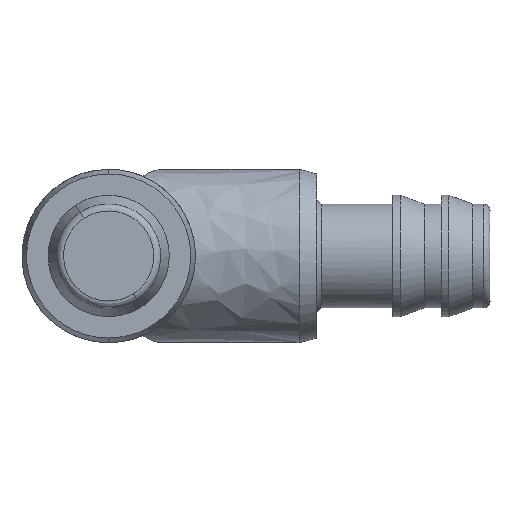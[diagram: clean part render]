
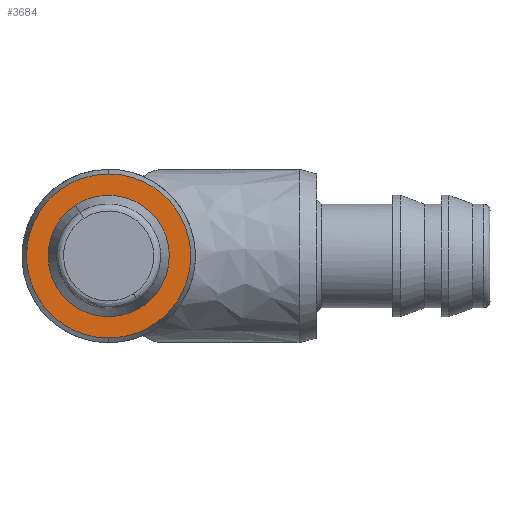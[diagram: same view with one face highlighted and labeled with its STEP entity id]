
A CAD part, front view. The second image highlights one B-rep face of the part: STEP entity #3684.
In plain terms, the highlighted free-form (B-spline) face has degree [1, 1] with [2, 2] control points.
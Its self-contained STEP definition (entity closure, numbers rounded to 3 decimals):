
#49 = CARTESIAN_POINT ( 'NONE',  ( 3.786, 0., 2.907 ) ) ;
#59 = CARTESIAN_POINT ( 'NONE',  ( -2.186, 0., -2.443 ) ) ;
#87 = CARTESIAN_POINT ( 'NONE',  ( 2.385, 0., 4.134 ) ) ;
#179 = CARTESIAN_POINT ( 'NONE',  ( 0., 0., -4.732 ) ) ;
#318 = EDGE_CURVE ( 'NONE', #3698, #1668, #2198, .T. ) ;
#343 = CARTESIAN_POINT ( 'NONE',  ( -3.093, 0., 1.085 ) ) ;
#385 = CARTESIAN_POINT ( 'NONE',  ( 4.732, 0., 0.621 ) ) ;
#392 = CARTESIAN_POINT ( 'NONE',  ( -2.443, 0., 2.186 ) ) ;
#399 = VERTEX_POINT ( 'NONE', #2889 ) ;
#519 = CARTESIAN_POINT ( 'NONE',  ( 1.42, 0., -2.954 ) ) ;
#591 = VERTEX_POINT ( 'NONE', #2492 ) ;
#636 = CARTESIAN_POINT ( 'NONE',  ( 2.907, 0., -3.786 ) ) ;
#646 = CARTESIAN_POINT ( 'NONE',  ( 3.786, 0., -2.907 ) ) ;
#669 = CARTESIAN_POINT ( 'NONE',  ( 1.02, 0., -3.115 ) ) ;
#691 = CARTESIAN_POINT ( 'NONE',  ( 2.385, 0., -4.134 ) ) ;
#750 = CARTESIAN_POINT ( 'NONE',  ( 0., 0., -4.732 ) ) ;
#757 = CARTESIAN_POINT ( 'NONE',  ( -1.42, 0., 2.954 ) ) ;
#779 = CARTESIAN_POINT ( 'NONE',  ( -2.385, 0., -4.134 ) ) ;
#914 = CARTESIAN_POINT ( 'NONE',  ( 4.732, 0., -0.621 ) ) ;
#925 = CARTESIAN_POINT ( 'NONE',  ( -2.487, 0., -2.135 ) ) ;
#958 = CARTESIAN_POINT ( 'NONE',  ( -2.135, 0., 2.487 ) ) ;
#1020 = CARTESIAN_POINT ( 'NONE',  ( 2.924, 0., -1.481 ) ) ;
#1031 = CARTESIAN_POINT ( 'NONE',  ( -4.61, 0., 1.237 ) ) ;
#1035 = CARTESIAN_POINT ( 'NONE',  ( 3.273, 0., 0.182 ) ) ;
#1048 = CARTESIAN_POINT ( 'NONE',  ( 2.443, 0., -2.186 ) ) ;
#1209 = CARTESIAN_POINT ( 'NONE',  ( 0.182, 0., -3.273 ) ) ;
#1212 = CARTESIAN_POINT ( 'NONE',  ( 2.907, 0., 3.786 ) ) ;
#1230 = EDGE_CURVE ( 'NONE', #591, #399, #1707, .T. ) ;
#1247 = CARTESIAN_POINT ( 'NONE',  ( 0., 0., 4.732 ) ) ;
#1249 = ORIENTED_EDGE ( 'NONE', *, *, #2927, .T. ) ;
#1283 = FACE_BOUND ( 'NONE', #3783, .T. ) ;
#1293 = CARTESIAN_POINT ( 'NONE',  ( 0.249, 0., 3.268 ) ) ;
#1335 = EDGE_LOOP ( 'NONE', ( #3755, #3096 ) ) ;
#1338 = CARTESIAN_POINT ( 'NONE',  ( -4.732, 0., -0.621 ) ) ;
#1346 = CARTESIAN_POINT ( 'NONE',  ( 0., 0., 4.732 ) ) ;
#1357 = CARTESIAN_POINT ( 'NONE',  ( -2.907, 0., -3.786 ) ) ;
#1489 = CARTESIAN_POINT ( 'NONE',  ( 1.237, 0., -4.61 ) ) ;
#1515 = CARTESIAN_POINT ( 'NONE',  ( -1.778, 0., 2.721 ) ) ;
#1597 = CARTESIAN_POINT ( 'NONE',  ( 3.115, 0., 1.02 ) ) ;
#1628 = CARTESIAN_POINT ( 'NONE',  ( -4.732, 0., 0.621 ) ) ;
#1668 = VERTEX_POINT ( 'NONE', #750 ) ;
#1707 = B_SPLINE_CURVE_WITH_KNOTS ( 'NONE', 3,
 ( #2594, #519, #669, #1209, #2059, #3571, #3303, #59, #925, #2093, #2377, #2079, #2109, #343, #2393, #392, #958, #1515 ),
 .UNSPECIFIED., .F., .F.,
 ( 4, 2, 2, 2, 2, 2, 2, 2, 4 ),
 ( 0., 0.393, 0.785, 1.178, 1.571, 1.963, 2.356, 2.749, 3.142 ),
 .UNSPECIFIED. ) ;
#1771 = CARTESIAN_POINT ( 'NONE',  ( 0.621, 0., -4.732 ) ) ;
#1819 = CARTESIAN_POINT ( 'NONE',  ( 1.237, 0., 4.61 ) ) ;
#1885 = CARTESIAN_POINT ( 'NONE',  ( -4.134, 0., 2.385 ) ) ;
#1901 = CARTESIAN_POINT ( 'NONE',  ( 3.093, 0., -1.085 ) ) ;
#1907 = CARTESIAN_POINT ( 'NONE',  ( -1.237, 0., -4.61 ) ) ;
#1930 = CARTESIAN_POINT ( 'NONE',  ( -3.786, 0., -2.907 ) ) ;
#2059 = CARTESIAN_POINT ( 'NONE',  ( -0.249, 0., -3.268 ) ) ;
#2079 = CARTESIAN_POINT ( 'NONE',  ( -3.273, 0., -0.182 ) ) ;
#2093 = CARTESIAN_POINT ( 'NONE',  ( -2.954, 0., -1.42 ) ) ;
#2109 = CARTESIAN_POINT ( 'NONE',  ( -3.268, 0., 0.249 ) ) ;
#2191 = CARTESIAN_POINT ( 'NONE',  ( -2.907, 0., 3.786 ) ) ;
#2196 = CARTESIAN_POINT ( 'NONE',  ( 2.186, 0., 2.443 ) ) ;
#2198 = B_SPLINE_CURVE_WITH_KNOTS ( 'NONE', 3,
 ( #1346, #3734, #2793, #3110, #2191, #3412, #1885, #1031, #1628, #1338, #2508, #2818, #1930, #1357, #779, #1907, #3704, #179 ),
 .UNSPECIFIED., .F., .F.,
 ( 4, 2, 2, 2, 2, 2, 2, 2, 4 ),
 ( 0., 0.393, 0.785, 1.178, 1.571, 1.963, 2.356, 2.749, 3.142 ),
 .UNSPECIFIED. ) ;
#2279 = FACE_OUTER_BOUND ( 'NONE', #1335, .T. ) ;
#2320 = CARTESIAN_POINT ( 'NONE',  ( 0., 0., 4.732 ) ) ;
#2377 = CARTESIAN_POINT ( 'NONE',  ( -3.115, 0., -1.02 ) ) ;
#2379 = CARTESIAN_POINT ( 'NONE',  ( 4.134, 0., 2.385 ) ) ;
#2393 = CARTESIAN_POINT ( 'NONE',  ( -2.924, 0., 1.481 ) ) ;
#2423 = B_SPLINE_SURFACE_WITH_KNOTS ( 'NONE', 1, 1, ( 
 ( #2901, #3516 ),
 ( #2914, #3497 ) ),
 .UNSPECIFIED., .F., .F., .F.,
 ( 2, 2 ),
 ( 2, 2 ),
 ( 0., 1. ),
 ( 0., 1. ),
 .UNSPECIFIED. ) ;
#2463 = CARTESIAN_POINT ( 'NONE',  ( 2.954, 0., 1.42 ) ) ;
#2475 = CARTESIAN_POINT ( 'NONE',  ( 2.135, 0., -2.487 ) ) ;
#2492 = CARTESIAN_POINT ( 'NONE',  ( 1.778, 0., -2.721 ) ) ;
#2499 = CARTESIAN_POINT ( 'NONE',  ( -1.778, 0., 2.721 ) ) ;
#2508 = CARTESIAN_POINT ( 'NONE',  ( -4.61, 0., -1.237 ) ) ;
#2594 = CARTESIAN_POINT ( 'NONE',  ( 1.778, 0., -2.721 ) ) ;
#2651 = CARTESIAN_POINT ( 'NONE',  ( 0., 0., -4.732 ) ) ;
#2662 = CARTESIAN_POINT ( 'NONE',  ( 4.134, 0., -2.385 ) ) ;
#2684 = CARTESIAN_POINT ( 'NONE',  ( 0.621, 0., 4.732 ) ) ;
#2713 = CARTESIAN_POINT ( 'NONE',  ( 4.61, 0., -1.237 ) ) ;
#2785 = CARTESIAN_POINT ( 'NONE',  ( 2.487, 0., 2.135 ) ) ;
#2793 = CARTESIAN_POINT ( 'NONE',  ( -1.237, 0., 4.61 ) ) ;
#2818 = CARTESIAN_POINT ( 'NONE',  ( -4.134, 0., -2.385 ) ) ;
#2880 = B_SPLINE_CURVE_WITH_KNOTS ( 'NONE', 3,
 ( #2499, #757, #3354, #3379, #1293, #3116, #3725, #2196, #2785, #2463, #1597, #1035, #3696, #1901, #1020, #1048, #2475, #3062 ),
 .UNSPECIFIED., .F., .F.,
 ( 4, 2, 2, 2, 2, 2, 2, 2, 4 ),
 ( 0., 0.393, 0.785, 1.178, 1.571, 1.963, 2.356, 2.749, 3.142 ),
 .UNSPECIFIED. ) ;
#2889 = CARTESIAN_POINT ( 'NONE',  ( -1.778, 0., 2.721 ) ) ;
#2901 = CARTESIAN_POINT ( 'NONE',  ( -4.789, 0., 4.789 ) ) ;
#2914 = CARTESIAN_POINT ( 'NONE',  ( -4.789, 0., -4.789 ) ) ;
#2927 = EDGE_CURVE ( 'NONE', #399, #591, #2880, .T. ) ;
#2966 = CARTESIAN_POINT ( 'NONE',  ( 4.61, 0., 1.237 ) ) ;
#3062 = CARTESIAN_POINT ( 'NONE',  ( 1.778, 0., -2.721 ) ) ;
#3096 = ORIENTED_EDGE ( 'NONE', *, *, #3745, .T. ) ;
#3110 = CARTESIAN_POINT ( 'NONE',  ( -2.385, 0., 4.134 ) ) ;
#3116 = CARTESIAN_POINT ( 'NONE',  ( 1.085, 0., 3.093 ) ) ;
#3220 = B_SPLINE_CURVE_WITH_KNOTS ( 'NONE', 3,
 ( #2651, #1771, #1489, #691, #636, #646, #2662, #2713, #914, #385, #2966, #2379, #49, #1212, #87, #1819, #2684, #1247 ),
 .UNSPECIFIED., .F., .F.,
 ( 4, 2, 2, 2, 2, 2, 2, 2, 4 ),
 ( 0., 0.393, 0.785, 1.178, 1.571, 1.963, 2.356, 2.749, 3.142 ),
 .UNSPECIFIED. ) ;
#3303 = CARTESIAN_POINT ( 'NONE',  ( -1.481, 0., -2.924 ) ) ;
#3354 = CARTESIAN_POINT ( 'NONE',  ( -1.02, 0., 3.115 ) ) ;
#3379 = CARTESIAN_POINT ( 'NONE',  ( -0.182, 0., 3.273 ) ) ;
#3412 = CARTESIAN_POINT ( 'NONE',  ( -3.786, 0., 2.907 ) ) ;
#3456 = ORIENTED_EDGE ( 'NONE', *, *, #1230, .T. ) ;
#3497 = CARTESIAN_POINT ( 'NONE',  ( 4.789, 0., -4.789 ) ) ;
#3516 = CARTESIAN_POINT ( 'NONE',  ( 4.789, 0., 4.789 ) ) ;
#3571 = CARTESIAN_POINT ( 'NONE',  ( -1.085, 0., -3.093 ) ) ;
#3684 = ADVANCED_FACE ( 'NONE', ( #1283, #2279 ), #2423, .T. ) ;
#3696 = CARTESIAN_POINT ( 'NONE',  ( 3.268, 0., -0.249 ) ) ;
#3698 = VERTEX_POINT ( 'NONE', #2320 ) ;
#3704 = CARTESIAN_POINT ( 'NONE',  ( -0.621, 0., -4.732 ) ) ;
#3725 = CARTESIAN_POINT ( 'NONE',  ( 1.481, 0., 2.924 ) ) ;
#3734 = CARTESIAN_POINT ( 'NONE',  ( -0.621, 0., 4.732 ) ) ;
#3745 = EDGE_CURVE ( 'NONE', #1668, #3698, #3220, .T. ) ;
#3755 = ORIENTED_EDGE ( 'NONE', *, *, #318, .T. ) ;
#3783 = EDGE_LOOP ( 'NONE', ( #3456, #1249 ) ) ;
